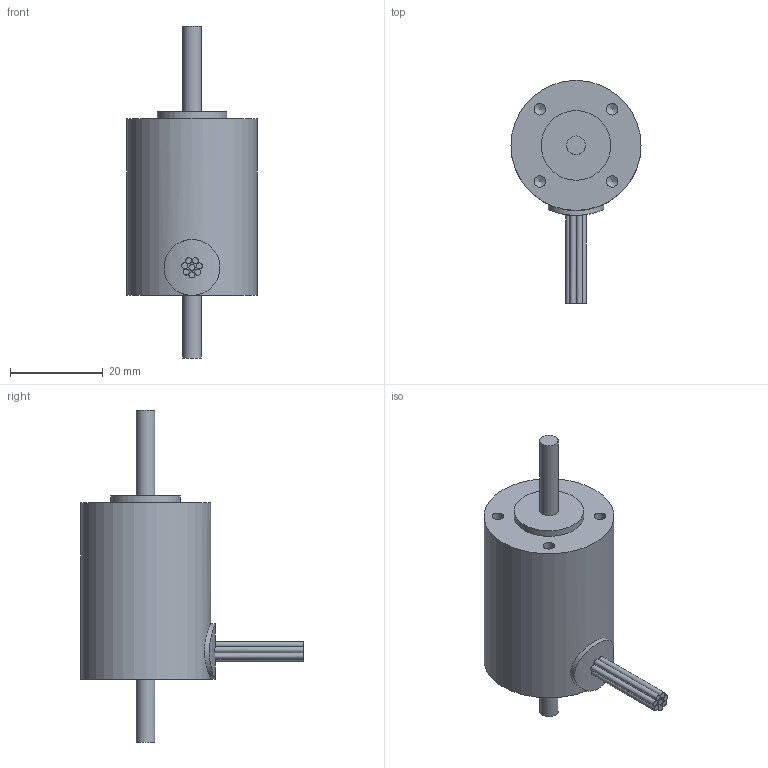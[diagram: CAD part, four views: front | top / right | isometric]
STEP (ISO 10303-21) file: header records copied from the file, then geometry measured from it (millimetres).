
FILE_DESCRIPTION((''),'2;1');
FILE_NAME('DB28M.stp','2012-11-21T16:47:41',('wei_j'),(''),'Autodesk Inventor 2010','Autodesk Inventor 2010','');
FILE_SCHEMA(('AUTOMOTIVE_DESIGN { 1 0 10303 214 1 1 1 1 }'));
Length unit declared in the file: millimetre
Products named in the file (1): DB28M
Bounding box: 28 x 48 x 71.5 mm (x, y, z)
Volume: 24238.3 mm3; surface area: 5958.5 mm2
Topology: 3 solids, 3 shells, 47 faces, 111 edges, 76 vertices
Faces by surface type: cylinder 22, plane 13, bspline 12
Full cylindrical faces by diameter (mm): 1.3 x8, 4 x2, 12 x1, 15 x1, 28 x1
Entity records: 1546 total; most frequent: CARTESIAN_POINT 739, DIRECTION 146, ORIENTED_EDGE 124, EDGE_LOOP 81, AXIS2_PLACEMENT_3D 73, EDGE_CURVE 62, VERTEX_POINT 54, FACE_OUTER_BOUND 47
